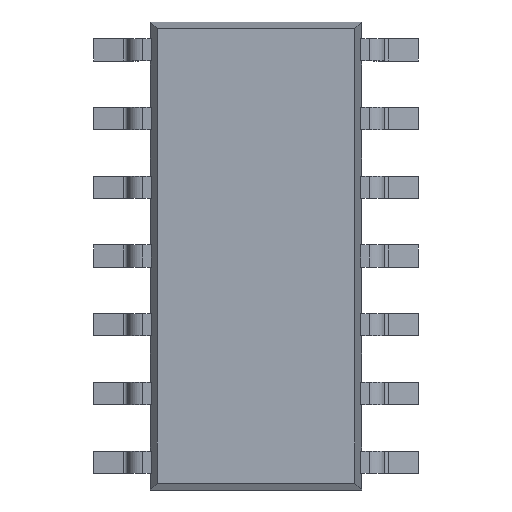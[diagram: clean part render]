
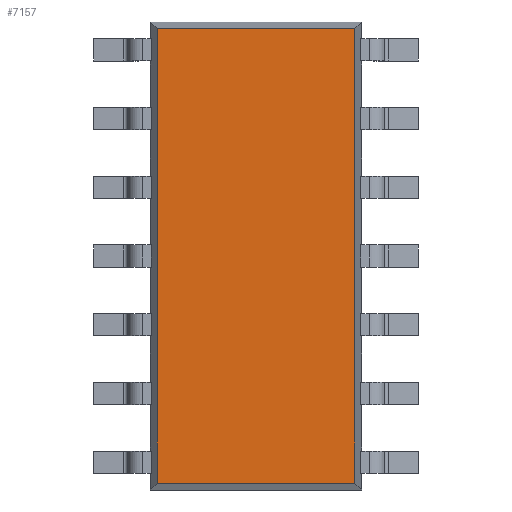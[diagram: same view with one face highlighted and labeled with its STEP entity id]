
A CAD part, top view. The second image highlights one B-rep face of the part: STEP entity #7157.
In plain terms, the highlighted planar face has unit normal (0, 0, 1).
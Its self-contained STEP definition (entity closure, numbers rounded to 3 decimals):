
#423=DIRECTION('',(0.,-1.,0.));
#424=VECTOR('',#423,8.394);
#425=CARTESIAN_POINT('',(-1.822,4.197,1.55));
#426=LINE('',#425,#424);
#2053=DIRECTION('',(-1.,0.,0.));
#2054=VECTOR('',#2053,3.644);
#2055=CARTESIAN_POINT('',(1.822,4.197,1.55));
#2056=LINE('',#2055,#2054);
#2404=DIRECTION('',(0.,1.,0.));
#2405=VECTOR('',#2404,8.394);
#2406=CARTESIAN_POINT('',(1.822,-4.197,1.55));
#2407=LINE('',#2406,#2405);
#2755=DIRECTION('',(1.,0.,0.));
#2756=VECTOR('',#2755,3.644);
#2757=CARTESIAN_POINT('',(-1.822,-4.197,1.55));
#2758=LINE('',#2757,#2756);
#4518=CARTESIAN_POINT('',(-1.822,4.197,1.55));
#4519=VERTEX_POINT('',#4518);
#4524=CARTESIAN_POINT('',(-1.822,-4.197,1.55));
#4525=VERTEX_POINT('',#4524);
#4526=CARTESIAN_POINT('',(1.822,-4.197,1.55));
#4527=CARTESIAN_POINT('',(1.822,4.197,1.55));
#4528=VERTEX_POINT('',#4526);
#4529=VERTEX_POINT('',#4527);
#7146=CARTESIAN_POINT('',(-1.895,4.365,1.55));
#7147=DIRECTION('',(0.,0.,-1.));
#7148=DIRECTION('',(1.,0.,0.));
#7149=AXIS2_PLACEMENT_3D('',#7146,#7147,#7148);
#7150=PLANE('',#7149);
#7151=ORIENTED_EDGE('',*,*,#6822,.F.);
#7152=ORIENTED_EDGE('',*,*,#7126,.F.);
#7153=ORIENTED_EDGE('',*,*,#5216,.F.);
#7154=ORIENTED_EDGE('',*,*,#6482,.F.);
#7155=EDGE_LOOP('',(#7151,#7152,#7153,#7154));
#7156=FACE_OUTER_BOUND('',#7155,.F.);
#7157=ADVANCED_FACE('',(#7156),#7150,.F.);
#5216=EDGE_CURVE('',#4519,#4525,#426,.T.);
#6482=EDGE_CURVE('',#4529,#4519,#2056,.T.);
#6822=EDGE_CURVE('',#4528,#4529,#2407,.T.);
#7126=EDGE_CURVE('',#4525,#4528,#2758,.T.);
